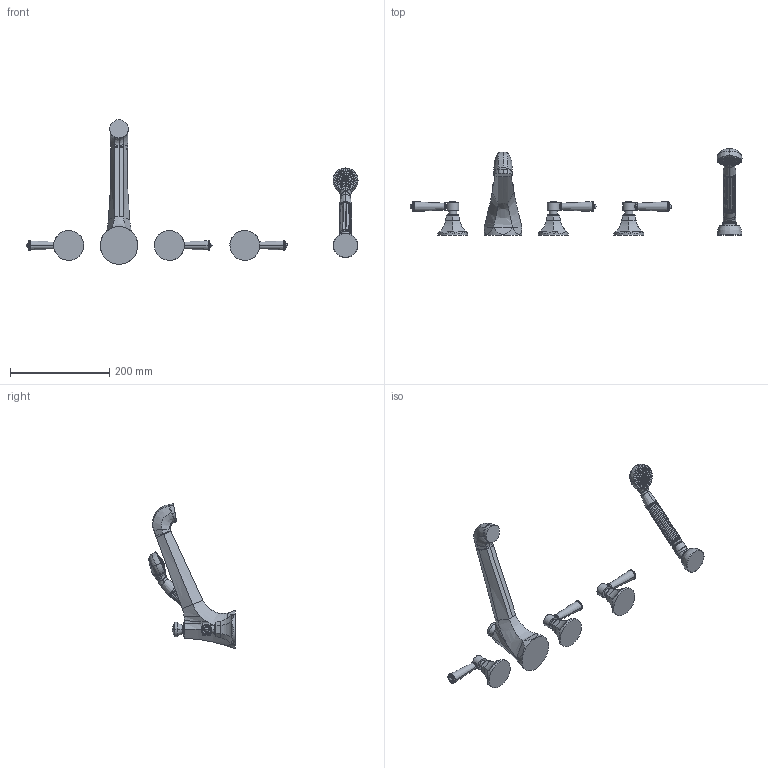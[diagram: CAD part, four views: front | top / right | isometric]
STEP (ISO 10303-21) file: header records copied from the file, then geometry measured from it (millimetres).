
FILE_DESCRIPTION((''),'2;1');
FILE_NAME('3-1207','2022-09-09T13:44:10',('rsmith'),(''),'CREO PARAMETRIC BY PTC INC, 2019352','CREO PARAMETRIC BY PTC INC, 2019352','');
FILE_SCHEMA(('CONFIG_CONTROL_DESIGN'));
Length unit declared in the file: inch
Products named in the file (1): 3-1207
Bounding box: 670.21 x 174.06 x 291.69 mm (x, y, z)
Volume: 940721.4 mm3; surface area: 132848.5 mm2
Topology: 6 solids, 6 shells, 685 faces, 1626 edges, 960 vertices
Faces by surface type: cylinder 212, bspline 193, plane 135, torus 82, cone 49, sphere 14
Entity records: 38851 total; most frequent: CARTESIAN_POINT 24520, ORIENTED_EDGE 3220, DIRECTION 2451, EDGE_CURVE 1610, AXIS2_PLACEMENT_3D 1011, VERTEX_POINT 960, EDGE_LOOP 812, FACE_OUTER_BOUND 685
